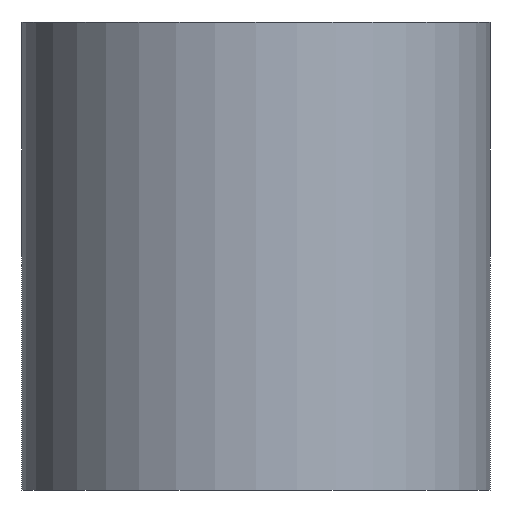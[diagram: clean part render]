
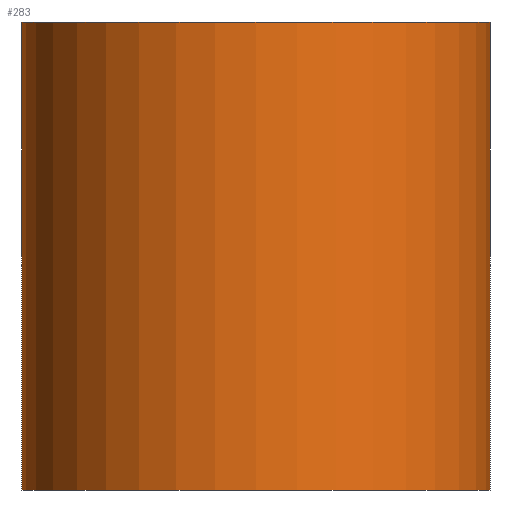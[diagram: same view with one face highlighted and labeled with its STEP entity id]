
A CAD part, front view. The second image highlights one B-rep face of the part: STEP entity #283.
In plain terms, the highlighted cylindrical face has radius 10 mm (diameter 20 mm), a partial arc.
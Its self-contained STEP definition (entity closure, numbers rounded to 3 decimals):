
#1 = EDGE_CURVE ( 'NONE', #423, #178, #411, .T. ) ;
#5 = CARTESIAN_POINT ( 'NONE',  ( -17.666, -448., -10. ) ) ;
#13 = ORIENTED_EDGE ( 'NONE', *, *, #252, .T. ) ;
#58 = DIRECTION ( 'NONE',  ( 0., 0., 1. ) ) ;
#60 = EDGE_CURVE ( 'NONE', #423, #145, #247, .T. ) ;
#72 = FACE_OUTER_BOUND ( 'NONE', #172, .T. ) ;
#96 = AXIS2_PLACEMENT_3D ( 'NONE', #421, #250, #249 ) ;
#103 = CARTESIAN_POINT ( 'NONE',  ( -7.666, -448., -10. ) ) ;
#124 = DIRECTION ( 'NONE',  ( 1., 0., 0. ) ) ;
#133 = AXIS2_PLACEMENT_3D ( 'NONE', #271, #341, #124 ) ;
#145 = VERTEX_POINT ( 'NONE', #445 ) ;
#172 = EDGE_LOOP ( 'NONE', ( #258, #389, #428, #13 ) ) ;
#178 = VERTEX_POINT ( 'NONE', #284 ) ;
#180 = LINE ( 'NONE', #5, #318 ) ;
#209 = VERTEX_POINT ( 'NONE', #210 ) ;
#210 = CARTESIAN_POINT ( 'NONE',  ( -17.666, -448., 10. ) ) ;
#247 = CIRCLE ( 'NONE', #133, 10. ) ;
#249 = DIRECTION ( 'NONE',  ( 1., 0., 0. ) ) ;
#250 = DIRECTION ( 'NONE',  ( 0., 0., -1. ) ) ;
#252 = EDGE_CURVE ( 'NONE', #178, #209, #355, .T. ) ;
#258 = ORIENTED_EDGE ( 'NONE', *, *, #353, .F. ) ;
#271 = CARTESIAN_POINT ( 'NONE',  ( -7.666, -448., -10. ) ) ;
#283 = ADVANCED_FACE ( 'NONE', ( #72 ), #321, .T. ) ;
#284 = CARTESIAN_POINT ( 'NONE',  ( 2.334, -448., 10. ) ) ;
#292 = DIRECTION ( 'NONE',  ( 0., 0., 1. ) ) ;
#301 = CARTESIAN_POINT ( 'NONE',  ( 2.334, -448., -10. ) ) ;
#318 = VECTOR ( 'NONE', #292, 1000. ) ;
#319 = DIRECTION ( 'NONE',  ( 1., 0., 0. ) ) ;
#321 = CYLINDRICAL_SURFACE ( 'NONE', #400, 10. ) ;
#341 = DIRECTION ( 'NONE',  ( 0., 0., -1. ) ) ;
#353 = EDGE_CURVE ( 'NONE', #145, #209, #180, .T. ) ;
#355 = CIRCLE ( 'NONE', #96, 10. ) ;
#383 = VECTOR ( 'NONE', #58, 1000. ) ;
#387 = DIRECTION ( 'NONE',  ( 0., 0., 1. ) ) ;
#389 = ORIENTED_EDGE ( 'NONE', *, *, #60, .F. ) ;
#400 = AXIS2_PLACEMENT_3D ( 'NONE', #103, #387, #319 ) ;
#411 = LINE ( 'NONE', #418, #383 ) ;
#418 = CARTESIAN_POINT ( 'NONE',  ( 2.334, -448., -10. ) ) ;
#421 = CARTESIAN_POINT ( 'NONE',  ( -7.666, -448., 10. ) ) ;
#423 = VERTEX_POINT ( 'NONE', #301 ) ;
#428 = ORIENTED_EDGE ( 'NONE', *, *, #1, .T. ) ;
#445 = CARTESIAN_POINT ( 'NONE',  ( -17.666, -448., -10. ) ) ;
